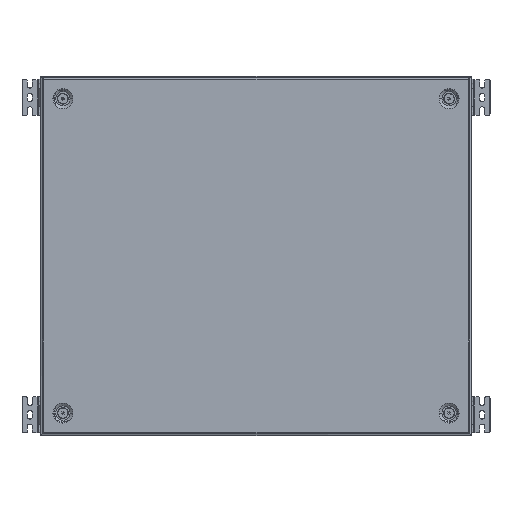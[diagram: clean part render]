
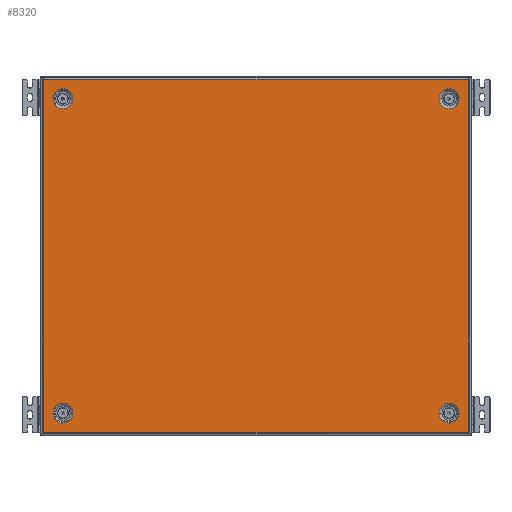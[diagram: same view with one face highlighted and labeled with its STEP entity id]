
A CAD part, top view. The second image highlights one B-rep face of the part: STEP entity #8320.
In plain terms, the highlighted planar face has unit normal (0, 0, 1).
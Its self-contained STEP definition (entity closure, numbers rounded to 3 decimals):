
#185 = CARTESIAN_POINT ( 'NONE',  ( -255., 219., 0. ) ) ;
#290 = CARTESIAN_POINT ( 'NONE',  ( 269., -219., 0. ) ) ;
#316 = ORIENTED_EDGE ( 'NONE', *, *, #14668, .F. ) ;
#420 = CARTESIAN_POINT ( 'NONE',  ( -269., 219., 0. ) ) ;
#565 = DIRECTION ( 'NONE',  ( 0., 0., 1. ) ) ;
#717 = EDGE_CURVE ( 'NONE', #28063, #28021, #11561, .T. ) ;
#732 = CARTESIAN_POINT ( 'NONE',  ( -297.5, 245.5, 0. ) ) ;
#749 = DIRECTION ( 'NONE',  ( 1., 0., 0. ) ) ;
#1063 = CARTESIAN_POINT ( 'NONE',  ( -269., 219., 0. ) ) ;
#1173 = FACE_BOUND ( 'NONE', #17446, .T. ) ;
#1289 = AXIS2_PLACEMENT_3D ( 'NONE', #290, #13494, #9100 ) ;
#1552 = VERTEX_POINT ( 'NONE', #3323 ) ;
#1645 = CARTESIAN_POINT ( 'NONE',  ( 283., -219., 0. ) ) ;
#2469 = VERTEX_POINT ( 'NONE', #3563 ) ;
#2528 = VERTEX_POINT ( 'NONE', #8527 ) ;
#2537 = VERTEX_POINT ( 'NONE', #10795 ) ;
#2818 = EDGE_CURVE ( 'NONE', #27192, #11671, #7781, .T. ) ;
#2967 = LINE ( 'NONE', #25059, #27240 ) ;
#3125 = ORIENTED_EDGE ( 'NONE', *, *, #14971, .T. ) ;
#3190 = CARTESIAN_POINT ( 'NONE',  ( 269., 219., 0. ) ) ;
#3323 = CARTESIAN_POINT ( 'NONE',  ( 283., 219., 0. ) ) ;
#3349 = DIRECTION ( 'NONE',  ( 1., 0., 0. ) ) ;
#3495 = DIRECTION ( 'NONE',  ( 0., 0., 1. ) ) ;
#3563 = CARTESIAN_POINT ( 'NONE',  ( -283., 219., 0. ) ) ;
#3971 = LINE ( 'NONE', #19185, #6217 ) ;
#4190 = DIRECTION ( 'NONE',  ( -1., 0., 0. ) ) ;
#4467 = DIRECTION ( 'NONE',  ( -1., 0., 0. ) ) ;
#4771 = ORIENTED_EDGE ( 'NONE', *, *, #4868, .T. ) ;
#4868 = EDGE_CURVE ( 'NONE', #13081, #27192, #18690, .T. ) ;
#4913 = VECTOR ( 'NONE', #27452, 1000. ) ;
#5080 = VERTEX_POINT ( 'NONE', #185 ) ;
#5460 = CARTESIAN_POINT ( 'NONE',  ( -295.5, 245.5, 0. ) ) ;
#5952 = CIRCLE ( 'NONE', #22326, 14. ) ;
#6044 = CARTESIAN_POINT ( 'NONE',  ( -295.5, 245.793, 0. ) ) ;
#6068 = VERTEX_POINT ( 'NONE', #16383 ) ;
#6217 = VECTOR ( 'NONE', #19718, 1000. ) ;
#6585 = LINE ( 'NONE', #23891, #25948 ) ;
#6616 = CARTESIAN_POINT ( 'NONE',  ( 295.5, 245.5, 0. ) ) ;
#7171 = CARTESIAN_POINT ( 'NONE',  ( -269., -219., 0. ) ) ;
#7704 = CARTESIAN_POINT ( 'NONE',  ( 0., 0., 0. ) ) ;
#7781 = LINE ( 'NONE', #25367, #8859 ) ;
#7911 = CARTESIAN_POINT ( 'NONE',  ( -269., -219., 0. ) ) ;
#7958 = VERTEX_POINT ( 'NONE', #25604 ) ;
#8258 = DIRECTION ( 'NONE',  ( 0., 0., 1. ) ) ;
#8320 = ADVANCED_FACE ( 'NONE', ( #22754, #1173, #15813, #20519, #20245 ), #24847, .T. ) ;
#8527 = CARTESIAN_POINT ( 'NONE',  ( -295.4, 245.5, 0. ) ) ;
#8772 = EDGE_LOOP ( 'NONE', ( #14239, #21141, #15503, #4771, #23144, #3125, #9503, #21199 ) ) ;
#8859 = VECTOR ( 'NONE', #16582, 1000. ) ;
#9064 = EDGE_CURVE ( 'NONE', #5080, #2469, #5952, .T. ) ;
#9100 = DIRECTION ( 'NONE',  ( 1., 0., 0. ) ) ;
#9503 = ORIENTED_EDGE ( 'NONE', *, *, #19931, .T. ) ;
#9622 = EDGE_CURVE ( 'NONE', #11908, #2528, #2967, .T. ) ;
#9872 = DIRECTION ( 'NONE',  ( 0., 0., 1. ) ) ;
#9989 = CARTESIAN_POINT ( 'NONE',  ( -295.4, -245.5, 0. ) ) ;
#10132 = EDGE_LOOP ( 'NONE', ( #25195, #316 ) ) ;
#10238 = CARTESIAN_POINT ( 'NONE',  ( 269., -219., 0. ) ) ;
#10795 = CARTESIAN_POINT ( 'NONE',  ( -283., -219., 0. ) ) ;
#11428 = AXIS2_PLACEMENT_3D ( 'NONE', #18273, #9872, #18415 ) ;
#11469 = ORIENTED_EDGE ( 'NONE', *, *, #717, .F. ) ;
#11561 = CIRCLE ( 'NONE', #22906, 14. ) ;
#11661 = LINE ( 'NONE', #732, #23346 ) ;
#11671 = VERTEX_POINT ( 'NONE', #9989 ) ;
#11823 = DIRECTION ( 'NONE',  ( 0., 0., 1. ) ) ;
#11908 = VERTEX_POINT ( 'NONE', #19969 ) ;
#12161 = DIRECTION ( 'NONE',  ( 0., 0., 1. ) ) ;
#12700 = ORIENTED_EDGE ( 'NONE', *, *, #9064, .F. ) ;
#13081 = VERTEX_POINT ( 'NONE', #5460 ) ;
#13149 = CARTESIAN_POINT ( 'NONE',  ( 295.5, -245.793, 0. ) ) ;
#13287 = DIRECTION ( 'NONE',  ( 0., 1., 0. ) ) ;
#13359 = EDGE_LOOP ( 'NONE', ( #15898, #27067 ) ) ;
#13494 = DIRECTION ( 'NONE',  ( 0., 0., 1. ) ) ;
#13567 = AXIS2_PLACEMENT_3D ( 'NONE', #420, #565, #23989 ) ;
#14239 = ORIENTED_EDGE ( 'NONE', *, *, #24607, .T. ) ;
#14668 = EDGE_CURVE ( 'NONE', #7958, #2537, #17073, .T. ) ;
#14743 = CIRCLE ( 'NONE', #17914, 14. ) ;
#14971 = EDGE_CURVE ( 'NONE', #11671, #6068, #3971, .T. ) ;
#15426 = VECTOR ( 'NONE', #22416, 1000. ) ;
#15503 = ORIENTED_EDGE ( 'NONE', *, *, #22703, .F. ) ;
#15693 = CIRCLE ( 'NONE', #11428, 14. ) ;
#15813 = FACE_BOUND ( 'NONE', #13359, .T. ) ;
#15821 = DIRECTION ( 'NONE',  ( 0., 0., 1. ) ) ;
#15856 = ORIENTED_EDGE ( 'NONE', *, *, #15944, .F. ) ;
#15898 = ORIENTED_EDGE ( 'NONE', *, *, #23773, .F. ) ;
#15944 = EDGE_CURVE ( 'NONE', #28021, #28063, #27115, .T. ) ;
#16315 = AXIS2_PLACEMENT_3D ( 'NONE', #7171, #15821, #19850 ) ;
#16355 = DIRECTION ( 'NONE',  ( 0., 0., 1. ) ) ;
#16383 = CARTESIAN_POINT ( 'NONE',  ( 295.4, -245.5, 0. ) ) ;
#16523 = CARTESIAN_POINT ( 'NONE',  ( -295.5, -245.5, 0. ) ) ;
#16582 = DIRECTION ( 'NONE',  ( 1., 0., 0. ) ) ;
#16867 = AXIS2_PLACEMENT_3D ( 'NONE', #7704, #16355, #749 ) ;
#17073 = CIRCLE ( 'NONE', #25172, 14. ) ;
#17354 = VERTEX_POINT ( 'NONE', #25827 ) ;
#17446 = EDGE_LOOP ( 'NONE', ( #11469, #15856 ) ) ;
#17692 = CIRCLE ( 'NONE', #13567, 14. ) ;
#17834 = EDGE_CURVE ( 'NONE', #2537, #7958, #23135, .T. ) ;
#17914 = AXIS2_PLACEMENT_3D ( 'NONE', #3190, #11823, #4190 ) ;
#18001 = CARTESIAN_POINT ( 'NONE',  ( 255., -219., 0. ) ) ;
#18273 = CARTESIAN_POINT ( 'NONE',  ( 269., 219., 0. ) ) ;
#18415 = DIRECTION ( 'NONE',  ( -1., 0., 0. ) ) ;
#18690 = LINE ( 'NONE', #6044, #4913 ) ;
#18868 = EDGE_CURVE ( 'NONE', #2469, #5080, #17692, .T. ) ;
#18942 = DIRECTION ( 'NONE',  ( 1., 0., 0. ) ) ;
#19015 = VERTEX_POINT ( 'NONE', #22834 ) ;
#19185 = CARTESIAN_POINT ( 'NONE',  ( -295.793, -245.5, 0. ) ) ;
#19718 = DIRECTION ( 'NONE',  ( 1., 0., 0. ) ) ;
#19850 = DIRECTION ( 'NONE',  ( -1., 0., 0. ) ) ;
#19931 = EDGE_CURVE ( 'NONE', #6068, #17354, #20878, .T. ) ;
#19969 = CARTESIAN_POINT ( 'NONE',  ( 295.4, 245.5, 0. ) ) ;
#20245 = FACE_BOUND ( 'NONE', #24741, .T. ) ;
#20519 = FACE_BOUND ( 'NONE', #10132, .T. ) ;
#20878 = LINE ( 'NONE', #22827, #15426 ) ;
#20879 = VERTEX_POINT ( 'NONE', #6616 ) ;
#21141 = ORIENTED_EDGE ( 'NONE', *, *, #9622, .T. ) ;
#21199 = ORIENTED_EDGE ( 'NONE', *, *, #26882, .T. ) ;
#22326 = AXIS2_PLACEMENT_3D ( 'NONE', #1063, #3495, #3349 ) ;
#22333 = EDGE_CURVE ( 'NONE', #19015, #1552, #14743, .T. ) ;
#22416 = DIRECTION ( 'NONE',  ( 1., 0., 0. ) ) ;
#22463 = DIRECTION ( 'NONE',  ( 1., 0., 0. ) ) ;
#22703 = EDGE_CURVE ( 'NONE', #13081, #2528, #11661, .T. ) ;
#22754 = FACE_OUTER_BOUND ( 'NONE', #8772, .T. ) ;
#22814 = DIRECTION ( 'NONE',  ( -1., 0., 0. ) ) ;
#22827 = CARTESIAN_POINT ( 'NONE',  ( 297.5, -245.5, 0. ) ) ;
#22834 = CARTESIAN_POINT ( 'NONE',  ( 255., 219., 0. ) ) ;
#22906 = AXIS2_PLACEMENT_3D ( 'NONE', #10238, #8258, #18942 ) ;
#23135 = CIRCLE ( 'NONE', #16315, 14. ) ;
#23144 = ORIENTED_EDGE ( 'NONE', *, *, #2818, .T. ) ;
#23346 = VECTOR ( 'NONE', #22463, 1000. ) ;
#23773 = EDGE_CURVE ( 'NONE', #1552, #19015, #15693, .T. ) ;
#23891 = CARTESIAN_POINT ( 'NONE',  ( 295.793, 245.5, 0. ) ) ;
#23937 = LINE ( 'NONE', #13149, #25184 ) ;
#23989 = DIRECTION ( 'NONE',  ( 1., 0., 0. ) ) ;
#24134 = ORIENTED_EDGE ( 'NONE', *, *, #18868, .F. ) ;
#24607 = EDGE_CURVE ( 'NONE', #20879, #11908, #6585, .T. ) ;
#24741 = EDGE_LOOP ( 'NONE', ( #24134, #12700 ) ) ;
#24847 = PLANE ( 'NONE',  #16867 ) ;
#24916 = DIRECTION ( 'NONE',  ( -1., 0., 0. ) ) ;
#25059 = CARTESIAN_POINT ( 'NONE',  ( 295.793, 245.5, 0. ) ) ;
#25172 = AXIS2_PLACEMENT_3D ( 'NONE', #7911, #12161, #24916 ) ;
#25184 = VECTOR ( 'NONE', #13287, 1000. ) ;
#25195 = ORIENTED_EDGE ( 'NONE', *, *, #17834, .F. ) ;
#25367 = CARTESIAN_POINT ( 'NONE',  ( -295.793, -245.5, 0. ) ) ;
#25604 = CARTESIAN_POINT ( 'NONE',  ( -255., -219., 0. ) ) ;
#25827 = CARTESIAN_POINT ( 'NONE',  ( 295.5, -245.5, 0. ) ) ;
#25948 = VECTOR ( 'NONE', #4467, 1000. ) ;
#26882 = EDGE_CURVE ( 'NONE', #17354, #20879, #23937, .T. ) ;
#27067 = ORIENTED_EDGE ( 'NONE', *, *, #22333, .F. ) ;
#27115 = CIRCLE ( 'NONE', #1289, 14. ) ;
#27192 = VERTEX_POINT ( 'NONE', #16523 ) ;
#27240 = VECTOR ( 'NONE', #22814, 1000. ) ;
#27452 = DIRECTION ( 'NONE',  ( 0., -1., 0. ) ) ;
#28021 = VERTEX_POINT ( 'NONE', #18001 ) ;
#28063 = VERTEX_POINT ( 'NONE', #1645 ) ;
